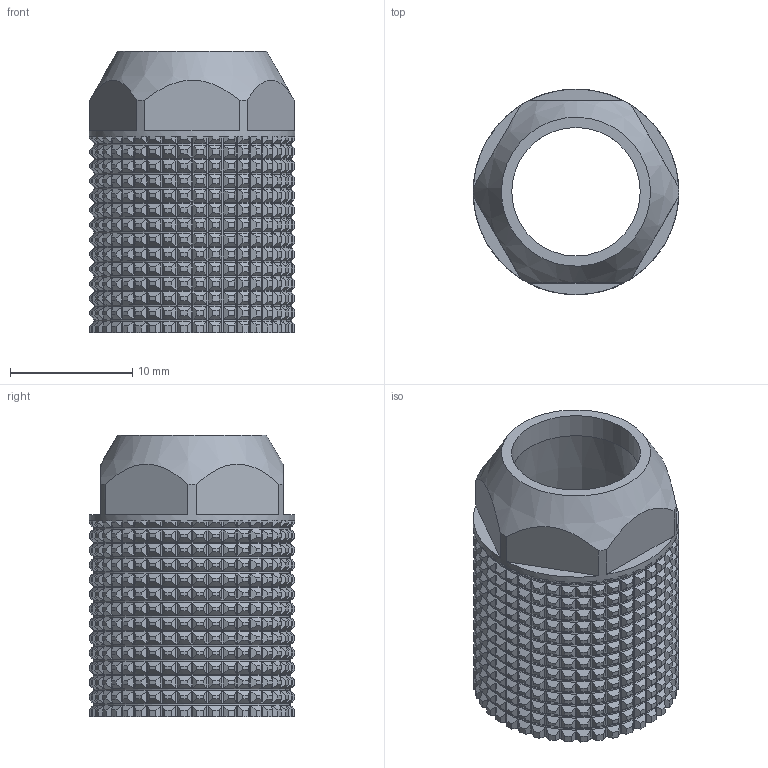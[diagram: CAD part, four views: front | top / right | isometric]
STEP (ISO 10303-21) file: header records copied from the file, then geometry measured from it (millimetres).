
FILE_DESCRIPTION (( 'STEP AP203' ), '1' );
FILE_NAME ('UM600H.M6.step', '2024-07-18T06:12:35', ( '' ), ( '' ), 'SwSTEP 2.0', 'SolidWorks 2022', '' );
FILE_SCHEMA (( 'CONFIG_CONTROL_DESIGN' ));
Products named in the file (1): UM600H.M6
Bounding box: 16.8 x 16.8 x 23 mm (x, y, z)
Volume: 1696.8 mm3; surface area: 2493.1 mm2
Topology: 1 solids, 1 shells, 2521 faces, 7500 edges, 4982 vertices
Faces by surface type: cylinder 837, plane 785, cone 652, torus 247
Full cylindrical faces by diameter (mm): 10.5 x1, 13 x1, 15.3 x1, 16.8 x1
Entity records: 105026 total; most frequent: CARTESIAN_POINT 45791, ORIENTED_EDGE 14982, DIRECTION 8730, EDGE_CURVE 7491, VERTEX_POINT 4979, B_SPLINE_CURVE_WITH_KNOTS 4634, AXIS2_PLACEMENT_3D 3351, EDGE_LOOP 2530
